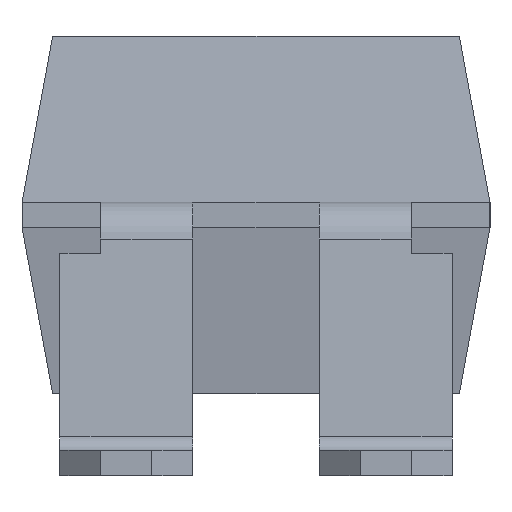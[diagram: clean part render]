
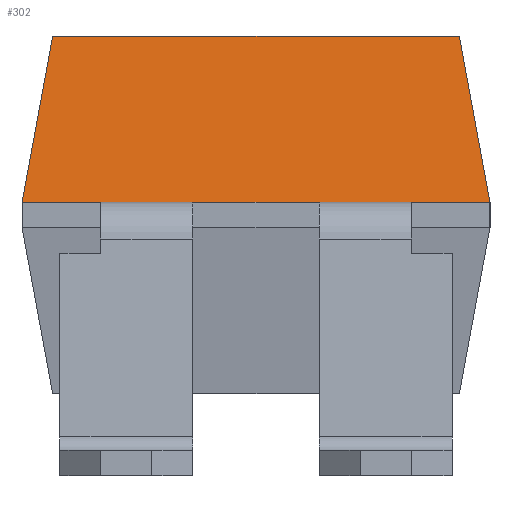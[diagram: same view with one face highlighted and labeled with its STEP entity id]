
A CAD part, left-side view. The second image highlights one B-rep face of the part: STEP entity #302.
In plain terms, the highlighted planar face has unit normal (-0.988, 0, 0.152).
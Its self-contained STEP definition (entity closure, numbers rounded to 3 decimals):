
#302 = ADVANCED_FACE( '', ( #696 ), #697, .T. );
#696 = FACE_OUTER_BOUND( '', #1214, .T. );
#697 = PLANE( '', #1215 );
#1214 = EDGE_LOOP( '', ( #2053, #2054, #2055, #2056, #2057, #2058, #2059, #2060 ) );
#1215 = AXIS2_PLACEMENT_3D( '', #2061, #2062, #2063 );
#2053 = ORIENTED_EDGE( '', *, *, #3529, .T. );
#2054 = ORIENTED_EDGE( '', *, *, #3530, .T. );
#2055 = ORIENTED_EDGE( '', *, *, #3531, .F. );
#2056 = ORIENTED_EDGE( '', *, *, #3532, .F. );
#2057 = ORIENTED_EDGE( '', *, *, #3533, .F. );
#2058 = ORIENTED_EDGE( '', *, *, #3534, .F. );
#2059 = ORIENTED_EDGE( '', *, *, #3535, .F. );
#2060 = ORIENTED_EDGE( '', *, *, #3536, .F. );
#2061 = CARTESIAN_POINT( '', ( -3.25, -2.29, 0.125 ) );
#2062 = DIRECTION( '', ( -0.988, 0., 0.152 ) );
#2063 = DIRECTION( '', ( 0.152, 0., 0.988 ) );
#3529 = EDGE_CURVE( '', #4261, #4262, #4263, .T. );
#3530 = EDGE_CURVE( '', #4262, #4264, #4265, .T. );
#3531 = EDGE_CURVE( '', #3913, #4264, #4266, .T. );
#3532 = EDGE_CURVE( '', #4267, #3913, #4268, .T. );
#3533 = EDGE_CURVE( '', #4151, #4267, #4269, .T. );
#3534 = EDGE_CURVE( '', #4270, #4151, #4271, .T. );
#3535 = EDGE_CURVE( '', #4272, #4270, #4273, .T. );
#3536 = EDGE_CURVE( '', #4261, #4272, #4274, .T. );
#3913 = VERTEX_POINT( '', #4768 );
#4151 = VERTEX_POINT( '', #5320 );
#4261 = VERTEX_POINT( '', #5516 );
#4262 = VERTEX_POINT( '', #5517 );
#4263 = LINE( '', #5518, #5519 );
#4264 = VERTEX_POINT( '', #5520 );
#4265 = LINE( '', #5521, #5522 );
#4266 = LINE( '', #5523, #5524 );
#4267 = VERTEX_POINT( '', #5525 );
#4268 = LINE( '', #5526, #5527 );
#4269 = LINE( '', #5528, #5529 );
#4270 = VERTEX_POINT( '', #5530 );
#4271 = LINE( '', #5531, #5532 );
#4272 = VERTEX_POINT( '', #5533 );
#4273 = LINE( '', #5534, #5535 );
#4274 = LINE( '', #5536, #5537 );
#4768 = CARTESIAN_POINT( '', ( -3.25, 1.52, 0.125 ) );
#5320 = CARTESIAN_POINT( '', ( -3.25, -0.62, 0.125 ) );
#5516 = CARTESIAN_POINT( '', ( -3., -1.99, 1.75 ) );
#5517 = CARTESIAN_POINT( '', ( -3., 1.99, 1.75 ) );
#5518 = CARTESIAN_POINT( '', ( -3., -2.29, 1.75 ) );
#5519 = VECTOR( '', #6695, 1000. );
#5520 = CARTESIAN_POINT( '', ( -3.25, 2.29, 0.125 ) );
#5521 = CARTESIAN_POINT( '', ( -3.127, 2.142, 0.924 ) );
#5522 = VECTOR( '', #6696, 1000. );
#5523 = CARTESIAN_POINT( '', ( -3.25, -2.29, 0.125 ) );
#5524 = VECTOR( '', #6697, 1000. );
#5525 = CARTESIAN_POINT( '', ( -3.25, 0.62, 0.125 ) );
#5526 = CARTESIAN_POINT( '', ( -3.25, -2.29, 0.125 ) );
#5527 = VECTOR( '', #6698, 1000. );
#5528 = CARTESIAN_POINT( '', ( -3.25, -2.29, 0.125 ) );
#5529 = VECTOR( '', #6699, 1000. );
#5530 = CARTESIAN_POINT( '', ( -3.25, -1.52, 0.125 ) );
#5531 = CARTESIAN_POINT( '', ( -3.25, -2.29, 0.125 ) );
#5532 = VECTOR( '', #6700, 1000. );
#5533 = CARTESIAN_POINT( '', ( -3.25, -2.29, 0.125 ) );
#5534 = CARTESIAN_POINT( '', ( -3.25, -2.29, 0.125 ) );
#5535 = VECTOR( '', #6701, 1000. );
#5536 = CARTESIAN_POINT( '', ( -3.25, -2.29, 0.125 ) );
#5537 = VECTOR( '', #6702, 1000. );
#6695 = DIRECTION( '', ( 0., 1., 0. ) );
#6696 = DIRECTION( '', ( -0.15, 0.18, -0.972 ) );
#6697 = DIRECTION( '', ( 0., 1., 0. ) );
#6698 = DIRECTION( '', ( 0., 1., 0. ) );
#6699 = DIRECTION( '', ( 0., 1., 0. ) );
#6700 = DIRECTION( '', ( 0., 1., 0. ) );
#6701 = DIRECTION( '', ( 0., 1., 0. ) );
#6702 = DIRECTION( '', ( -0.15, -0.18, -0.972 ) );
